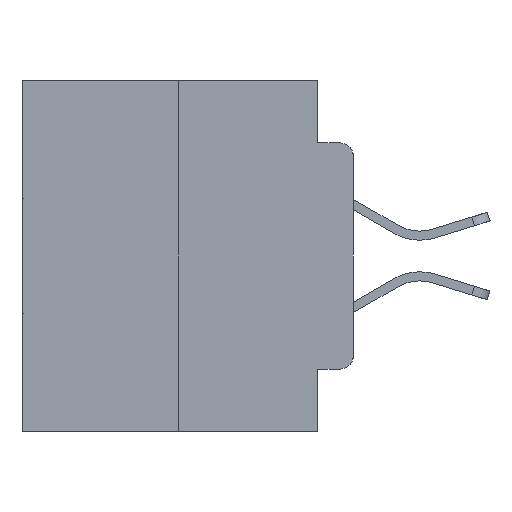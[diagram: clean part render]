
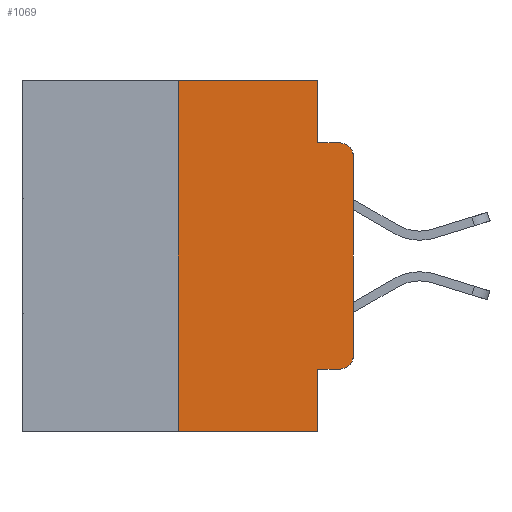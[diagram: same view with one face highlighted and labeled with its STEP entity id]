
A CAD part, left-side view. The second image highlights one B-rep face of the part: STEP entity #1069.
In plain terms, the highlighted planar face has unit normal (-1, 0, 0).
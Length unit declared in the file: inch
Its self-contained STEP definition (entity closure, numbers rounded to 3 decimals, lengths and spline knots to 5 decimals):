
#50 = VERTEX_POINT ( 'NONE', #17730 ) ;
#178 = CARTESIAN_POINT ( 'NONE',  ( 0., 0.02, -0.3915 ) ) ;
#580 = LINE ( 'NONE', #7032, #26088 ) ;
#732 = CARTESIAN_POINT ( 'NONE',  ( 0., 0.051, 0. ) ) ;
#823 = DIRECTION ( 'NONE',  ( -1., 0., 0. ) ) ;
#871 = DIRECTION ( 'NONE',  ( 0., 0., 1. ) ) ;
#1025 = ORIENTED_EDGE ( 'NONE', *, *, #20179, .F. ) ;
#1069 = ADVANCED_FACE ( 'NONE', ( #26122 ), #8965, .F. ) ;
#1418 = EDGE_CURVE ( 'NONE', #12809, #7769, #23770, .T. ) ;
#1704 = VERTEX_POINT ( 'NONE', #19642 ) ;
#2003 = EDGE_CURVE ( 'NONE', #6790, #17532, #10167, .T. ) ;
#2068 = ORIENTED_EDGE ( 'NONE', *, *, #23550, .F. ) ;
#2989 = DIRECTION ( 'NONE',  ( 0., 0., -1. ) ) ;
#2997 = LINE ( 'NONE', #7427, #25726 ) ;
#3522 = EDGE_CURVE ( 'NONE', #13421, #1704, #22233, .T. ) ;
#3604 = LINE ( 'NONE', #20487, #7050 ) ;
#3887 = LINE ( 'NONE', #8595, #7948 ) ;
#4018 = ORIENTED_EDGE ( 'NONE', *, *, #1418, .F. ) ;
#4506 = ORIENTED_EDGE ( 'NONE', *, *, #15941, .T. ) ;
#4620 = AXIS2_PLACEMENT_3D ( 'NONE', #21834, #17571, #26272 ) ;
#4634 = CARTESIAN_POINT ( 'NONE',  ( 0., 0.25, 0. ) ) ;
#5455 = ORIENTED_EDGE ( 'NONE', *, *, #23462, .T. ) ;
#5656 = CARTESIAN_POINT ( 'NONE',  ( 0., 0.051, -0.4115 ) ) ;
#6512 = CARTESIAN_POINT ( 'NONE',  ( 0., 0., -0.1085 ) ) ;
#6790 = VERTEX_POINT ( 'NONE', #5656 ) ;
#6910 = DIRECTION ( 'NONE',  ( 0., 0., -1. ) ) ;
#6912 = DIRECTION ( 'NONE',  ( 0., 0., -1. ) ) ;
#7032 = CARTESIAN_POINT ( 'NONE',  ( 0., 0.051, -0.4115 ) ) ;
#7050 = VECTOR ( 'NONE', #871, 39.37008 ) ;
#7427 = CARTESIAN_POINT ( 'NONE',  ( 0., 0.051, -0.0885 ) ) ;
#7769 = VERTEX_POINT ( 'NONE', #14695 ) ;
#7948 = VECTOR ( 'NONE', #15045, 39.37008 ) ;
#8595 = CARTESIAN_POINT ( 'NONE',  ( 0., 0.473, 0. ) ) ;
#8913 = DIRECTION ( 'NONE',  ( -1., 0., 0. ) ) ;
#8965 = PLANE ( 'NONE',  #4620 ) ;
#9503 = DIRECTION ( 'NONE',  ( 0., -1., 0. ) ) ;
#9571 = DIRECTION ( 'NONE',  ( 0., -1., 0. ) ) ;
#9873 = CARTESIAN_POINT ( 'NONE',  ( 0., 0., -0.3915 ) ) ;
#10167 = LINE ( 'NONE', #10307, #16041 ) ;
#10209 = EDGE_LOOP ( 'NONE', ( #5455, #25146, #22420, #1025, #2068, #4018, #25827, #27988, #18966, #4506 ) ) ;
#10307 = CARTESIAN_POINT ( 'NONE',  ( 0., 0.051, 0. ) ) ;
#11284 = EDGE_CURVE ( 'NONE', #6790, #50, #580, .T. ) ;
#11565 = CARTESIAN_POINT ( 'NONE',  ( 0., 0.02, -0.1085 ) ) ;
#11868 = CARTESIAN_POINT ( 'NONE',  ( 0., 0.051, -0.0885 ) ) ;
#12809 = VERTEX_POINT ( 'NONE', #20296 ) ;
#13421 = VERTEX_POINT ( 'NONE', #6512 ) ;
#14097 = CARTESIAN_POINT ( 'NONE',  ( 0., 0.473, -0.5 ) ) ;
#14695 = CARTESIAN_POINT ( 'NONE',  ( 0., 0.25, 0. ) ) ;
#15045 = DIRECTION ( 'NONE',  ( 0., -1., 0. ) ) ;
#15192 = EDGE_CURVE ( 'NONE', #23923, #1704, #2997, .T. ) ;
#15334 = CARTESIAN_POINT ( 'NONE',  ( 0., 0.051, -0.5 ) ) ;
#15358 = VERTEX_POINT ( 'NONE', #26254 ) ;
#15782 = VECTOR ( 'NONE', #9503, 39.37008 ) ;
#15941 = EDGE_CURVE ( 'NONE', #50, #22054, #23040, .T. ) ;
#16041 = VECTOR ( 'NONE', #19044, 39.37008 ) ;
#17445 = VECTOR ( 'NONE', #19953, 39.37008 ) ;
#17532 = VERTEX_POINT ( 'NONE', #15334 ) ;
#17571 = DIRECTION ( 'NONE',  ( 1., 0., 0. ) ) ;
#17730 = CARTESIAN_POINT ( 'NONE',  ( 0., 0.02, -0.4115 ) ) ;
#18559 = EDGE_CURVE ( 'NONE', #12809, #17532, #23075, .T. ) ;
#18966 = ORIENTED_EDGE ( 'NONE', *, *, #11284, .T. ) ;
#19044 = DIRECTION ( 'NONE',  ( 0., 0., -1. ) ) ;
#19642 = CARTESIAN_POINT ( 'NONE',  ( 0., 0.02, -0.0885 ) ) ;
#19707 = VECTOR ( 'NONE', #6910, 39.37008 ) ;
#19953 = DIRECTION ( 'NONE',  ( 0., 0., 1. ) ) ;
#20179 = EDGE_CURVE ( 'NONE', #15358, #23923, #26362, .T. ) ;
#20296 = CARTESIAN_POINT ( 'NONE',  ( 0., 0.25, -0.5 ) ) ;
#20487 = CARTESIAN_POINT ( 'NONE',  ( 0., 0., 0. ) ) ;
#20608 = DIRECTION ( 'NONE',  ( 0., -1., 0. ) ) ;
#21834 = CARTESIAN_POINT ( 'NONE',  ( 0., 0.473, 0. ) ) ;
#22054 = VERTEX_POINT ( 'NONE', #9873 ) ;
#22233 = CIRCLE ( 'NONE', #24988, 0.02 ) ;
#22420 = ORIENTED_EDGE ( 'NONE', *, *, #15192, .F. ) ;
#23040 = CIRCLE ( 'NONE', #24849, 0.02 ) ;
#23075 = LINE ( 'NONE', #14097, #15782 ) ;
#23462 = EDGE_CURVE ( 'NONE', #22054, #13421, #3604, .T. ) ;
#23550 = EDGE_CURVE ( 'NONE', #7769, #15358, #3887, .T. ) ;
#23770 = LINE ( 'NONE', #4634, #17445 ) ;
#23923 = VERTEX_POINT ( 'NONE', #11868 ) ;
#24849 = AXIS2_PLACEMENT_3D ( 'NONE', #178, #8913, #6912 ) ;
#24988 = AXIS2_PLACEMENT_3D ( 'NONE', #11565, #823, #2989 ) ;
#25146 = ORIENTED_EDGE ( 'NONE', *, *, #3522, .T. ) ;
#25726 = VECTOR ( 'NONE', #9571, 39.37008 ) ;
#25827 = ORIENTED_EDGE ( 'NONE', *, *, #18559, .T. ) ;
#26088 = VECTOR ( 'NONE', #20608, 39.37008 ) ;
#26122 = FACE_OUTER_BOUND ( 'NONE', #10209, .T. ) ;
#26254 = CARTESIAN_POINT ( 'NONE',  ( 0., 0.051, 0. ) ) ;
#26272 = DIRECTION ( 'NONE',  ( 0., 0., -1. ) ) ;
#26362 = LINE ( 'NONE', #732, #19707 ) ;
#27988 = ORIENTED_EDGE ( 'NONE', *, *, #2003, .F. ) ;
